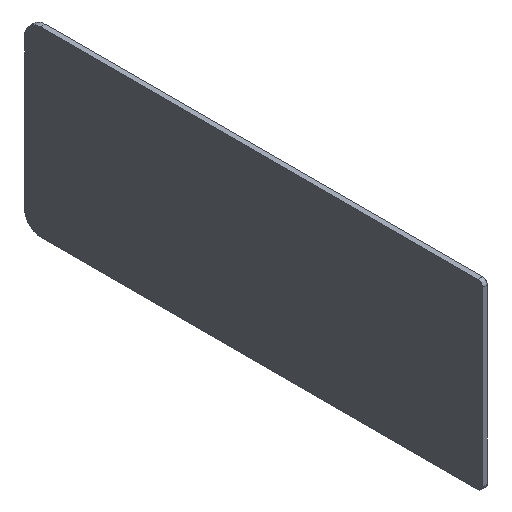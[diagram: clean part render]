
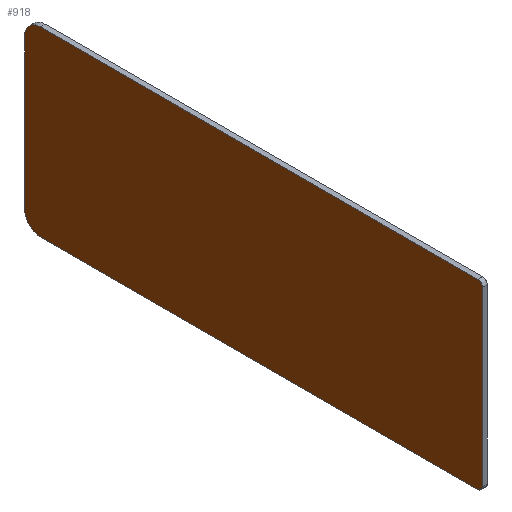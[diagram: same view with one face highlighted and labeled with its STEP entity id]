
A CAD part, isometric view. The second image highlights one B-rep face of the part: STEP entity #918.
In plain terms, the highlighted planar face has unit normal (-1, 0, 0).
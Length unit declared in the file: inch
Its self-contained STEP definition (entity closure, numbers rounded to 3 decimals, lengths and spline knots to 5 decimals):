
#9 = LINE ( 'NONE', #1636, #1700 ) ;
#50 = CARTESIAN_POINT ( 'NONE',  ( -2.63856, -1.24443, -1.93524 ) ) ;
#76 = CARTESIAN_POINT ( 'NONE',  ( -2.63856, -1.24284, 1.93544 ) ) ;
#97 = CARTESIAN_POINT ( 'NONE',  ( -2.63856, -1.2204, 1.94666 ) ) ;
#109 = EDGE_CURVE ( 'NONE', #1399, #1987, #1505, .T. ) ;
#113 = VERTEX_POINT ( 'NONE', #299 ) ;
#129 = CARTESIAN_POINT ( 'NONE',  ( -2.63856, 8.17423, 1.61085 ) ) ;
#147 = CARTESIAN_POINT ( 'NONE',  ( -2.63856, 8.17423, -1.94966 ) ) ;
#165 = ORIENTED_EDGE ( 'NONE', *, *, #109, .T. ) ;
#187 = CARTESIAN_POINT ( 'NONE',  ( -2.63856, -1.28806, 1.88387 ) ) ;
#201 = CARTESIAN_POINT ( 'NONE',  ( -2.63856, -1.29559, 1.85581 ) ) ;
#209 = CARTESIAN_POINT ( 'NONE',  ( -2.63856, -1.26899, -1.91372 ) ) ;
#210 = VECTOR ( 'NONE', #1608, 39.37008 ) ;
#221 = VERTEX_POINT ( 'NONE', #1854 ) ;
#227 = CARTESIAN_POINT ( 'NONE',  ( -2.63856, -1.21103, -1.94854 ) ) ;
#231 = CARTESIAN_POINT ( 'NONE',  ( -2.63856, -1.29259, -1.87446 ) ) ;
#235 = CARTESIAN_POINT ( 'NONE',  ( -2.63856, -1.29559, -1.84966 ) ) ;
#241 = CARTESIAN_POINT ( 'NONE',  ( -2.63856, -1.25965, 1.92306 ) ) ;
#254 = CARTESIAN_POINT ( 'NONE',  ( -2.63856, 8.51304, -1.61085 ) ) ;
#295 = DIRECTION ( 'NONE',  ( 0., 1., 0. ) ) ;
#299 = CARTESIAN_POINT ( 'NONE',  ( -2.63856, -1.19559, 1.94966 ) ) ;
#303 = DIRECTION ( 'NONE',  ( -1., 0., 0. ) ) ;
#374 = EDGE_CURVE ( 'NONE', #1727, #1329, #9, .T. ) ;
#381 = CARTESIAN_POINT ( 'NONE',  ( -2.63856, -1.22196, -1.94527 ) ) ;
#389 = DIRECTION ( 'NONE',  ( 0., 0., 1. ) ) ;
#425 = CARTESIAN_POINT ( 'NONE',  ( -2.63856, -1.28409, -1.89204 ) ) ;
#550 = CARTESIAN_POINT ( 'NONE',  ( -2.63856, -1.22744, -1.94314 ) ) ;
#585 = CARTESIAN_POINT ( 'NONE',  ( -2.63856, 8.17423, 1.61085 ) ) ;
#594 = CARTESIAN_POINT ( 'NONE',  ( -2.63856, -1.25221, 1.92937 ) ) ;
#619 = EDGE_CURVE ( 'NONE', #1708, #1727, #1988, .T. ) ;
#675 = ORIENTED_EDGE ( 'NONE', *, *, #1775, .T. ) ;
#698 = VERTEX_POINT ( 'NONE', #1684 ) ;
#700 = AXIS2_PLACEMENT_3D ( 'NONE', #585, #771, #1531 ) ;
#727 = CARTESIAN_POINT ( 'NONE',  ( -2.63856, -1.28622, -1.88785 ) ) ;
#764 = ORIENTED_EDGE ( 'NONE', *, *, #1273, .T. ) ;
#771 = DIRECTION ( 'NONE',  ( -1., 0., 0. ) ) ;
#793 = CARTESIAN_POINT ( 'NONE',  ( -2.63856, -1.28117, 1.8985 ) ) ;
#833 = CARTESIAN_POINT ( 'NONE',  ( -2.63856, -1.29559, 1.84966 ) ) ;
#860 = CARTESIAN_POINT ( 'NONE',  ( -2.63856, -1.23137, -1.94143 ) ) ;
#872 = CARTESIAN_POINT ( 'NONE',  ( -2.63856, -1.29559, -1.84966 ) ) ;
#883 = CARTESIAN_POINT ( 'NONE',  ( -2.63856, -1.28138, -1.8969 ) ) ;
#885 = FACE_OUTER_BOUND ( 'NONE', #1125, .T. ) ;
#898 = CARTESIAN_POINT ( 'NONE',  ( -2.63856, -1.2753, -1.90628 ) ) ;
#918 = ADVANCED_FACE ( 'NONE', ( #885 ), #1280, .T. ) ;
#948 = ORIENTED_EDGE ( 'NONE', *, *, #1308, .T. ) ;
#960 = CARTESIAN_POINT ( 'NONE',  ( -2.63856, -1.29559, 1.84966 ) ) ;
#976 = DIRECTION ( 'NONE',  ( 0., 0., 1. ) ) ;
#1050 = CARTESIAN_POINT ( 'NONE',  ( -2.63856, -1.27372, 1.90897 ) ) ;
#1061 = LINE ( 'NONE', #1450, #1718 ) ;
#1064 = CARTESIAN_POINT ( 'NONE',  ( -2.63856, -1.23378, 1.94029 ) ) ;
#1125 = EDGE_LOOP ( 'NONE', ( #1962, #1989, #948, #2010, #165, #675, #764, #1335 ) ) ;
#1171 = B_SPLINE_CURVE_WITH_KNOTS ( 'NONE', 3,
 ( #833, #201, #1693, #2007, #1585, #187, #1986, #1522, #793, #1050, #241, #594, #76, #1856, #1527, #1861, #1064, #97, #2015, #1846 ),
 .UNSPECIFIED., .F., .F.,
 ( 4, 1, 1, 1, 2, 2, 2, 1, 1, 1, 2, 2, 4 ),
 ( 0., 0.125, 0.1875, 0.21875, 0.23437, 0.25, 0.5, 0.625, 0.6875, 0.71875, 0.73438, 0.75, 1. ),
 .UNSPECIFIED. ) ;
#1172 = CARTESIAN_POINT ( 'NONE',  ( -2.63856, 8.51304, 1.61085 ) ) ;
#1175 = CARTESIAN_POINT ( 'NONE',  ( -2.63856, -1.2549, -1.92779 ) ) ;
#1190 = CARTESIAN_POINT ( 'NONE',  ( -2.63856, -1.19559, -1.94966 ) ) ;
#1219 = CIRCLE ( 'NONE', #1279, 0.33881 ) ;
#1237 = EDGE_CURVE ( 'NONE', #698, #1399, #1740, .T. ) ;
#1273 = EDGE_CURVE ( 'NONE', #221, #1708, #1669, .T. ) ;
#1279 = AXIS2_PLACEMENT_3D ( 'NONE', #1511, #1357, #389 ) ;
#1280 = PLANE ( 'NONE',  #1290 ) ;
#1290 = AXIS2_PLACEMENT_3D ( 'NONE', #129, #303, #976 ) ;
#1301 = VECTOR ( 'NONE', #1741, 39.37008 ) ;
#1308 = EDGE_CURVE ( 'NONE', #113, #698, #1061, .T. ) ;
#1329 = VERTEX_POINT ( 'NONE', #960 ) ;
#1335 = ORIENTED_EDGE ( 'NONE', *, *, #619, .T. ) ;
#1357 = DIRECTION ( 'NONE',  ( -1., 0., 0. ) ) ;
#1365 = CARTESIAN_POINT ( 'NONE',  ( -2.63856, -1.29559, -1.862 ) ) ;
#1399 = VERTEX_POINT ( 'NONE', #1172 ) ;
#1402 = CARTESIAN_POINT ( 'NONE',  ( -2.63856, 8.51304, 1.61085 ) ) ;
#1450 = CARTESIAN_POINT ( 'NONE',  ( -2.63856, -1.29559, 1.94966 ) ) ;
#1491 = CARTESIAN_POINT ( 'NONE',  ( -2.63856, -1.20175, -1.94966 ) ) ;
#1505 = LINE ( 'NONE', #1402, #1301 ) ;
#1511 = CARTESIAN_POINT ( 'NONE',  ( -2.63856, 8.17423, -1.61085 ) ) ;
#1517 = CARTESIAN_POINT ( 'NONE',  ( -2.63856, -1.28519, -1.88992 ) ) ;
#1520 = EDGE_CURVE ( 'NONE', #1329, #113, #1171, .T. ) ;
#1522 = CARTESIAN_POINT ( 'NONE',  ( -2.63856, -1.28696, 1.88629 ) ) ;
#1527 = CARTESIAN_POINT ( 'NONE',  ( -2.63856, -1.23585, 1.93926 ) ) ;
#1531 = DIRECTION ( 'NONE',  ( 0., 0., 1. ) ) ;
#1546 = CARTESIAN_POINT ( 'NONE',  ( -2.63856, -1.19559, -1.94966 ) ) ;
#1585 = CARTESIAN_POINT ( 'NONE',  ( -2.63856, -1.28908, 1.88151 ) ) ;
#1608 = DIRECTION ( 'NONE',  ( 0., -1., 0. ) ) ;
#1610 = DIRECTION ( 'NONE',  ( 0., 0., 1. ) ) ;
#1636 = CARTESIAN_POINT ( 'NONE',  ( -2.63856, -1.29559, -1.94966 ) ) ;
#1669 = LINE ( 'NONE', #147, #210 ) ;
#1684 = CARTESIAN_POINT ( 'NONE',  ( -2.63856, 8.17423, 1.94966 ) ) ;
#1693 = CARTESIAN_POINT ( 'NONE',  ( -2.63856, -1.29447, 1.8651 ) ) ;
#1700 = VECTOR ( 'NONE', #1610, 39.37008 ) ;
#1708 = VERTEX_POINT ( 'NONE', #1546 ) ;
#1718 = VECTOR ( 'NONE', #295, 39.37008 ) ;
#1727 = VERTEX_POINT ( 'NONE', #235 ) ;
#1740 = CIRCLE ( 'NONE', #700, 0.33881 ) ;
#1741 = DIRECTION ( 'NONE',  ( 0., 0., -1. ) ) ;
#1775 = EDGE_CURVE ( 'NONE', #1987, #221, #1219, .T. ) ;
#1827 = CARTESIAN_POINT ( 'NONE',  ( -2.63856, -1.2298, -1.94213 ) ) ;
#1837 = CARTESIAN_POINT ( 'NONE',  ( -2.63856, -1.28591, -1.8885 ) ) ;
#1846 = CARTESIAN_POINT ( 'NONE',  ( -2.63856, -1.19559, 1.94966 ) ) ;
#1854 = CARTESIAN_POINT ( 'NONE',  ( -2.63856, 8.17423, -1.94966 ) ) ;
#1856 = CARTESIAN_POINT ( 'NONE',  ( -2.63856, -1.23797, 1.93816 ) ) ;
#1861 = CARTESIAN_POINT ( 'NONE',  ( -2.63856, -1.23443, 1.93997 ) ) ;
#1962 = ORIENTED_EDGE ( 'NONE', *, *, #374, .T. ) ;
#1978 = CARTESIAN_POINT ( 'NONE',  ( -2.63856, -1.23223, -1.94103 ) ) ;
#1986 = CARTESIAN_POINT ( 'NONE',  ( -2.63856, -1.28736, 1.88544 ) ) ;
#1987 = VERTEX_POINT ( 'NONE', #254 ) ;
#1988 = B_SPLINE_CURVE_WITH_KNOTS ( 'NONE', 3,
 ( #1190, #1491, #227, #381, #550, #1827, #860, #1978, #50, #1175, #209, #898, #883, #425, #1517, #1837, #727, #231, #1365, #872 ),
 .UNSPECIFIED., .F., .F.,
 ( 4, 1, 1, 1, 2, 2, 2, 1, 1, 1, 2, 2, 4 ),
 ( 0., 0.125, 0.1875, 0.21875, 0.23437, 0.25, 0.5, 0.625, 0.6875, 0.71875, 0.73438, 0.75, 1. ),
 .UNSPECIFIED. ) ;
#1989 = ORIENTED_EDGE ( 'NONE', *, *, #1520, .T. ) ;
#2007 = CARTESIAN_POINT ( 'NONE',  ( -2.63856, -1.2912, 1.87602 ) ) ;
#2010 = ORIENTED_EDGE ( 'NONE', *, *, #1237, .T. ) ;
#2015 = CARTESIAN_POINT ( 'NONE',  ( -2.63856, -1.20793, 1.94966 ) ) ;
